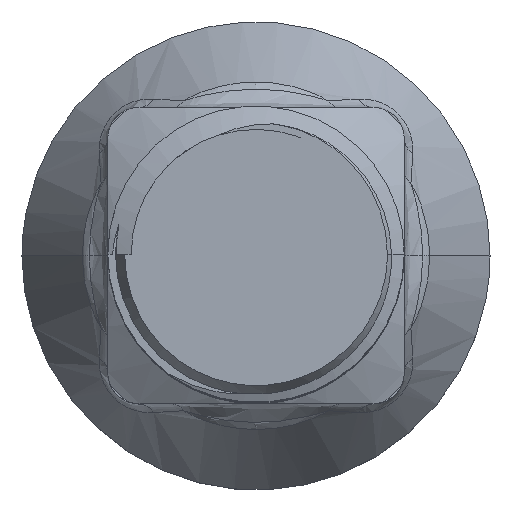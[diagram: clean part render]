
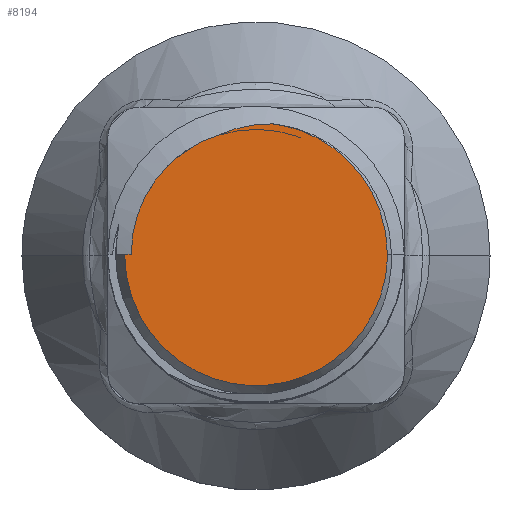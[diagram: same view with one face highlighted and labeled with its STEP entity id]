
A CAD part, top view. The second image highlights one B-rep face of the part: STEP entity #8194.
In plain terms, the highlighted free-form (B-spline) face has degree [1, 1] with [2, 2] control points.
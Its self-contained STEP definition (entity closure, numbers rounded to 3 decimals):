
#8088 = VERTEX_POINT('',#8089);
#8089 = CARTESIAN_POINT('',(12.503,0.,
    100.939));
#8094 = EDGE_CURVE('',#8095,#8088,#8097,.T.);
#8095 = VERTEX_POINT('',#8096);
#8096 = CARTESIAN_POINT('',(-12.503,0.,100.939));
#8097 = ( BOUNDED_CURVE() B_SPLINE_CURVE(2,(#8098,#8099,#8100,#8101,
#8102),.UNSPECIFIED.,.F.,.F.) B_SPLINE_CURVE_WITH_KNOTS((3,2,3),(
    1.571,3.142,4.712),
.PIECEWISE_BEZIER_KNOTS.) CURVE() GEOMETRIC_REPRESENTATION_ITEM() 
RATIONAL_B_SPLINE_CURVE((1.,0.707,1.,0.707,1.)) 
REPRESENTATION_ITEM('') );
#8098 = CARTESIAN_POINT('',(-12.503,0.,
    100.939));
#8099 = CARTESIAN_POINT('',(-12.503,-12.503,
    100.939));
#8100 = CARTESIAN_POINT('',(0.,-12.503,
    100.939));
#8101 = CARTESIAN_POINT('',(12.503,-12.503,
    100.939));
#8102 = CARTESIAN_POINT('',(12.503,0.,
    100.939));
#8139 = VERTEX_POINT('',#8140);
#8140 = CARTESIAN_POINT('',(1.567,12.404,100.939
    ));
#8155 = EDGE_CURVE('',#8088,#8139,#8156,.T.);
#8156 = ( BOUNDED_CURVE() B_SPLINE_CURVE(2,(#8157,#8158,#8159),
.UNSPECIFIED.,.F.,.F.) B_SPLINE_CURVE_WITH_KNOTS((3,3),(4.712,
6.158),.PIECEWISE_BEZIER_KNOTS.) CURVE() 
GEOMETRIC_REPRESENTATION_ITEM() RATIONAL_B_SPLINE_CURVE((1.,
0.75,1.)) REPRESENTATION_ITEM('') );
#8157 = CARTESIAN_POINT('',(12.503,0.,
    100.939));
#8158 = CARTESIAN_POINT('',(12.503,11.023,
    100.939));
#8159 = CARTESIAN_POINT('',(1.567,12.404,
    100.939));
#8194 = ADVANCED_FACE('',(#8195),#8235,.T.);
#8195 = FACE_BOUND('',#8196,.T.);
#8196 = EDGE_LOOP('',(#8197,#8211,#8228,#8233,#8234));
#8197 = ORIENTED_EDGE('',*,*,#8198,.T.);
#8198 = EDGE_CURVE('',#8139,#8199,#8201,.T.);
#8199 = VERTEX_POINT('',#8200);
#8200 = CARTESIAN_POINT('',(-3.668,11.294,
    100.939));
#8201 = B_SPLINE_CURVE_WITH_KNOTS('',5,(#8202,#8203,#8204,#8205,#8206,
    #8207,#8208,#8209,#8210),.UNSPECIFIED.,.F.,.F.,(6,3,6),(
    14.178,15.876,19.518),.UNSPECIFIED.);
#8202 = CARTESIAN_POINT('',(1.567,12.404,100.939
    ));
#8203 = CARTESIAN_POINT('',(1.218,12.408,
    100.939));
#8204 = CARTESIAN_POINT('',(0.871,12.4,
    100.939));
#8205 = CARTESIAN_POINT('',(0.525,12.38,
    100.939));
#8206 = CARTESIAN_POINT('',(-0.559,12.279,
    100.939));
#8207 = CARTESIAN_POINT('',(-1.619,12.059,
    100.939));
#8208 = CARTESIAN_POINT('',(-2.325,11.855,
    100.939));
#8209 = CARTESIAN_POINT('',(-3.01,11.599,
    100.939));
#8210 = CARTESIAN_POINT('',(-3.668,11.294,
    100.939));
#8211 = ORIENTED_EDGE('',*,*,#8212,.F.);
#8212 = EDGE_CURVE('',#8213,#8199,#8215,.T.);
#8213 = VERTEX_POINT('',#8214);
#8214 = CARTESIAN_POINT('',(-11.875,0.,100.939));
#8215 = B_SPLINE_CURVE_WITH_KNOTS('',5,(#8216,#8217,#8218,#8219,#8220,
    #8221,#8222,#8223,#8224,#8225,#8226,#8227),.UNSPECIFIED.,.F.,.F.,(6,
    3,3,6),(0.,5.511,12.416,14.983),.UNSPECIFIED.);
#8216 = CARTESIAN_POINT('',(-11.875,0.,
    100.939));
#8217 = CARTESIAN_POINT('',(-11.875,1.101,
    100.939));
#8218 = CARTESIAN_POINT('',(-11.748,2.201,
    100.939));
#8219 = CARTESIAN_POINT('',(-11.493,3.281,
    100.939));
#8220 = CARTESIAN_POINT('',(-10.643,5.624,
    100.939));
#8221 = CARTESIAN_POINT('',(-9.218,7.676,
    100.939));
#8222 = CARTESIAN_POINT('',(-8.265,8.693,
    100.939));
#8223 = CARTESIAN_POINT('',(-6.776,9.88,
    100.939));
#8224 = CARTESIAN_POINT('',(-5.098,10.743,
    100.939));
#8225 = CARTESIAN_POINT('',(-4.631,10.953,
    100.939));
#8226 = CARTESIAN_POINT('',(-4.154,11.137,
    100.939));
#8227 = CARTESIAN_POINT('',(-3.668,11.294,
    100.939));
#8228 = ORIENTED_EDGE('',*,*,#8229,.F.);
#8229 = EDGE_CURVE('',#8095,#8213,#8230,.T.);
#8230 = B_SPLINE_CURVE_WITH_KNOTS('',1,(#8231,#8232),.UNSPECIFIED.,.F.,
  .F.,(2,2),(-0.211,0.211),.PIECEWISE_BEZIER_KNOTS.);
#8231 = CARTESIAN_POINT('',(-12.503,0.,100.939));
#8232 = CARTESIAN_POINT('',(-11.875,0.,100.939));
#8233 = ORIENTED_EDGE('',*,*,#8094,.T.);
#8234 = ORIENTED_EDGE('',*,*,#8155,.T.);
#8235 = B_SPLINE_SURFACE_WITH_KNOTS('',1,1,(
    (#8236,#8237)
    ,(#8238,#8239
    )),.UNSPECIFIED.,.F.,.F.,.F.,(2,2),(2,2),(-8.423,
    8.423),(-8.423,8.359),
  .PIECEWISE_BEZIER_KNOTS.);
#8236 = CARTESIAN_POINT('',(-12.503,-12.503,
    100.939));
#8237 = CARTESIAN_POINT('',(-12.503,12.408,
    100.939));
#8238 = CARTESIAN_POINT('',(12.503,-12.503,
    100.939));
#8239 = CARTESIAN_POINT('',(12.503,12.408,
    100.939));
